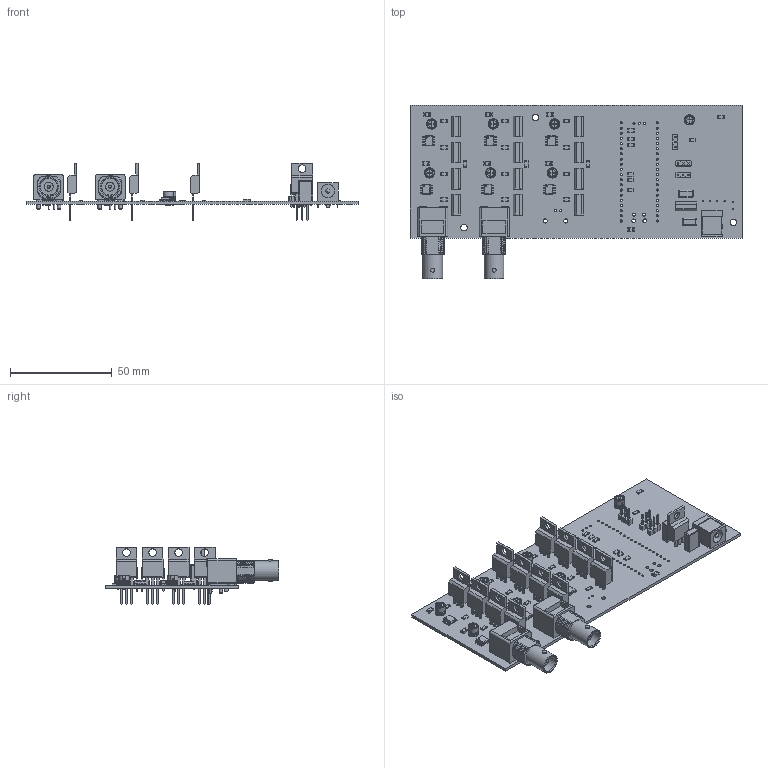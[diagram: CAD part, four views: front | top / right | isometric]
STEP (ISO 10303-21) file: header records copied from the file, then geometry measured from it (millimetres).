
FILE_DESCRIPTION(('KiCad electronic assembly'),'2;1');
FILE_NAME('homemade_attocube.step','2025-11-22T22:29:21',('Pcbnew'),( 'Kicad'),'Open CASCADE STEP processor 7.9','KiCad to STEP converter' ,'Unknown');
FILE_SCHEMA(('AUTOMOTIVE_DESIGN { 1 0 10303 214 1 1 1 1 }'));
Length unit declared in the file: millimetre
Products named in the file (12): homemade_attocube 1; C_Rect_L7.0mm_W3.5mm_P5.00mm; D_1206_3216Metric; SOIC-8_3.9x4.9mm_P1.27mm; R_1206_3216Metric; TO-220-3_Vertical; BarrelJack_CUI_PJ-063AH_Horizontal; CP_Radial_D5.0mm_P2.00mm; BNC_Amphenol_B6252HB-NPP3G-50_Horizontal; Pico; PinHeader_1x03_P2.54mm_Vertical; homemade_attocube_PCB
Assembly tree (66 placements, depth 2):
  homemade_attocube 1
    C_Rect_L7.0mm_W3.5mm_P5.00mm  x2
    D_1206_3216Metric  x7
    SOIC-8_3.9x4.9mm_P1.27mm  x6
    R_1206_3216Metric  x23
    TO-220-3_Vertical  x13
    BarrelJack_CUI_PJ-063AH_Horizontal
    CP_Radial_D5.0mm_P2.00mm  x7
    BNC_Amphenol_B6252HB-NPP3G-50_Horizontal  x2
    Pico
    PinHeader_1x03_P2.54mm_Vertical  x3
    homemade_attocube_PCB
Bounding box: 163.4 x 85.33 x 28.52 mm (x, y, z)
Volume: 30813.9 mm3; surface area: 40658.4 mm2
Topology: 66 solids, 73 shells, 3725 faces, 9892 edges, 6388 vertices
Faces by surface type: plane 2411, cylinder 864, bspline 376, revolution 35, torus 18, cone 12, sphere 9
Full cylindrical faces by diameter (mm): 0.5 x18, 0.6 x6, 0.67 x8, 0.8 x18, 0.89 x6, 1 x9, 1.02 x43, 1.1 x39, 1.3 x2, 1.5 x3, 1.6 x3, 1.8 x6, 2 x9, 2.01 x6, 2.5 x4, 3.2 x9, 3.5 x2, 3.735 x13, 3.8 x2, 4.4 x2, 6.5 x1, 8.25 x2, 9.65 x2
Entity records: 39854 total; most frequent: CARTESIAN_POINT 11564, ORIENTED_EDGE 4759, DIRECTION 4146, EDGE_CURVE 2380, VERTEX_POINT 1538, LINE 1407, VECTOR 1407, AXIS2_PLACEMENT_3D 1367
